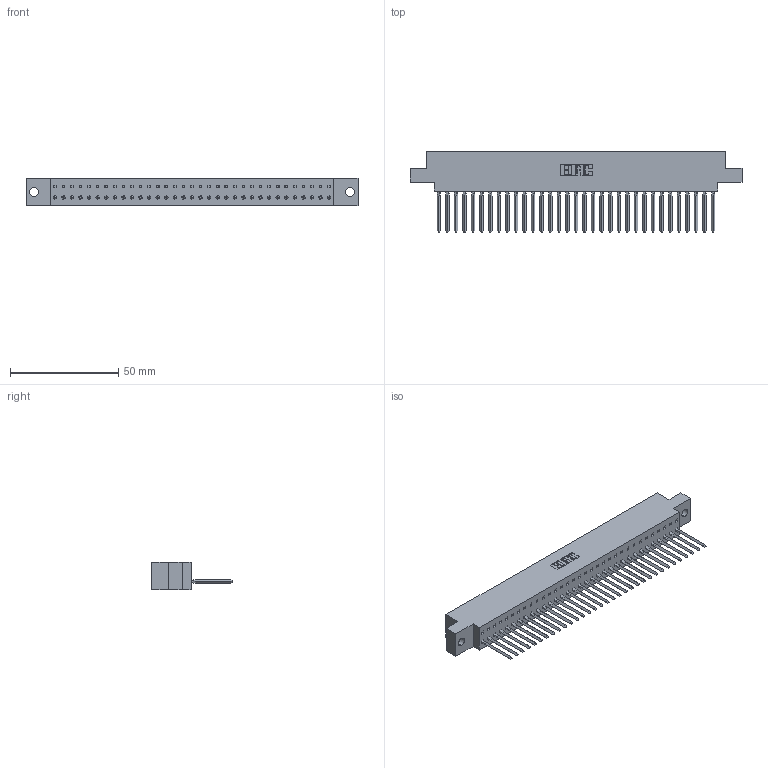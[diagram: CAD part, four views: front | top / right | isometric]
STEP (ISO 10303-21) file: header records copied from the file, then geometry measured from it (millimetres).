
FILE_DESCRIPTION (( 'STEP AP203' ), '1' );
FILE_NAME ('317-033-541-604.STEP', '2020-02-27T21:34:46', ( '' ), ( '' ), 'SwSTEP 2.0', 'SolidWorks 2016', '' );
FILE_SCHEMA (( 'CONFIG_CONTROL_DESIGN' ));
Length unit declared in the file: inch
Products named in the file (3): 317 Part_.156 Dia - TH; 317-033-541-604; 317-290-002_541
Assembly tree (34 placements, depth 2):
  317-033-541-604
    317 Part_.156 Dia - TH
    317-290-002_541  x33
Bounding box: 153.47 x 37.34 x 12.7 mm (x, y, z)
Volume: 24522.6 mm3; surface area: 34170 mm2
Topology: 34 solids, 34 shells, 5118 faces, 14597 edges, 9488 vertices
Faces by surface type: plane 4150, cylinder 836, bspline 132
Entity records: 49452 total; most frequent: CARTESIAN_POINT 9428, ORIENTED_EDGE 8714, DIRECTION 7151, EDGE_CURVE 4357, LINE 3993, VECTOR 3993, VERTEX_POINT 2896, AXIS2_PLACEMENT_3D 1579
